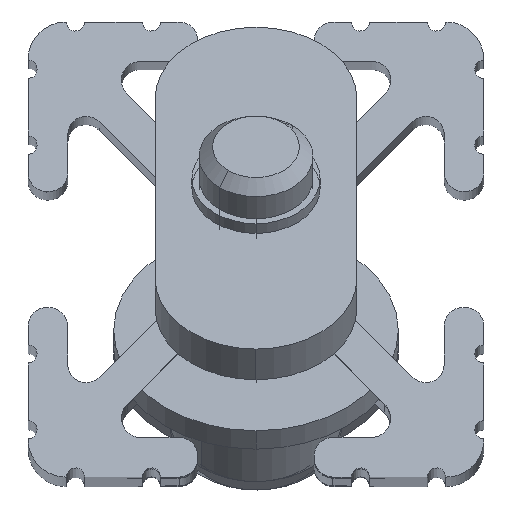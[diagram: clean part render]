
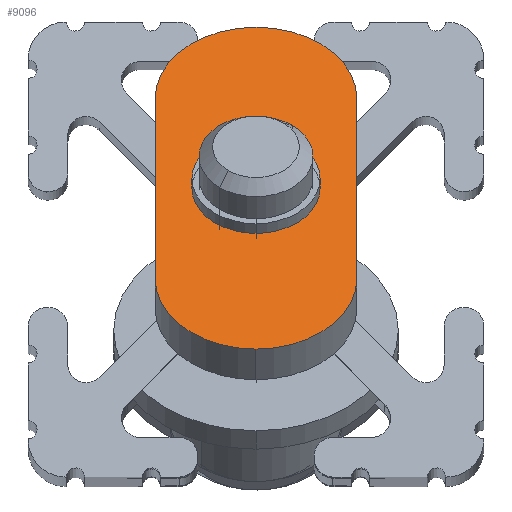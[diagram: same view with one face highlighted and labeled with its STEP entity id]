
A CAD part, top view. The second image highlights one B-rep face of the part: STEP entity #9096.
In plain terms, the highlighted face is planar.
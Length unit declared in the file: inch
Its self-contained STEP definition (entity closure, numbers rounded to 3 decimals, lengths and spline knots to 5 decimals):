
#24 = VERTEX_POINT ( 'NONE', #515 ) ;
#97 = FACE_OUTER_BOUND ( 'NONE', #6803, .T. ) ;
#119 = CARTESIAN_POINT ( 'NONE',  ( 4.65955, 4.95799, 0.095 ) ) ;
#377 = CIRCLE ( 'NONE', #6419, 0.1405 ) ;
#515 = CARTESIAN_POINT ( 'NONE',  ( 4.15955, 4.95799, 0.095 ) ) ;
#544 = CIRCLE ( 'NONE', #8472, 0.1405 ) ;
#555 = CIRCLE ( 'NONE', #6052, 0.2215 ) ;
#791 = CARTESIAN_POINT ( 'NONE',  ( 4.93805, 4.73649, 0.095 ) ) ;
#1127 = DIRECTION ( 'NONE',  ( 0., 0., 1. ) ) ;
#1372 = DIRECTION ( 'NONE',  ( 0., 0., 1. ) ) ;
#1519 = DIRECTION ( 'NONE',  ( 0., 0., 1. ) ) ;
#1524 = CARTESIAN_POINT ( 'NONE',  ( 4.51905, 4.95799, 0.095 ) ) ;
#1559 = DIRECTION ( 'NONE',  ( 0., 0., -1. ) ) ;
#1965 = AXIS2_PLACEMENT_3D ( 'NONE', #9915, #1559, #2523 ) ;
#2379 = VERTEX_POINT ( 'NONE', #3399 ) ;
#2523 = DIRECTION ( 'NONE',  ( -1., 0., 0. ) ) ;
#2555 = VERTEX_POINT ( 'NONE', #8651 ) ;
#2654 = CIRCLE ( 'NONE', #8879, 0.2215 ) ;
#2732 = ORIENTED_EDGE ( 'NONE', *, *, #9499, .T. ) ;
#2972 = CARTESIAN_POINT ( 'NONE',  ( 4.38105, 4.95799, 0.095 ) ) ;
#3049 = VERTEX_POINT ( 'NONE', #791 ) ;
#3357 = DIRECTION ( 'NONE',  ( -1., 0., 0. ) ) ;
#3399 = CARTESIAN_POINT ( 'NONE',  ( 4.38105, 5.17949, 0.095 ) ) ;
#3409 = DIRECTION ( 'NONE',  ( 0., 0., 1. ) ) ;
#3459 = CARTESIAN_POINT ( 'NONE',  ( 4.38105, 5.17949, 0.095 ) ) ;
#4025 = CARTESIAN_POINT ( 'NONE',  ( 4.38105, 4.95799, 0.095 ) ) ;
#4207 = ORIENTED_EDGE ( 'NONE', *, *, #9417, .T. ) ;
#4337 = CARTESIAN_POINT ( 'NONE',  ( 4.38105, 4.73649, 0.095 ) ) ;
#4348 = AXIS2_PLACEMENT_3D ( 'NONE', #4876, #1519, #9024 ) ;
#4403 = VECTOR ( 'NONE', #6705, 39.37008 ) ;
#4428 = EDGE_CURVE ( 'NONE', #24, #5305, #555, .T. ) ;
#4868 = CARTESIAN_POINT ( 'NONE',  ( 4.38105, 4.73649, 0.095 ) ) ;
#4876 = CARTESIAN_POINT ( 'NONE',  ( 4.93805, 4.95799, 0.095 ) ) ;
#5305 = VERTEX_POINT ( 'NONE', #4337 ) ;
#5656 = CARTESIAN_POINT ( 'NONE',  ( 4.65955, 4.95799, 0.095 ) ) ;
#5915 = ORIENTED_EDGE ( 'NONE', *, *, #9101, .T. ) ;
#6052 = AXIS2_PLACEMENT_3D ( 'NONE', #2972, #1127, #8598 ) ;
#6419 = AXIS2_PLACEMENT_3D ( 'NONE', #5656, #8949, #7134 ) ;
#6430 = EDGE_CURVE ( 'NONE', #6824, #2555, #544, .T. ) ;
#6519 = EDGE_CURVE ( 'NONE', #3049, #8892, #9325, .T. ) ;
#6532 = LINE ( 'NONE', #4868, #9390 ) ;
#6632 = PLANE ( 'NONE',  #1965 ) ;
#6705 = DIRECTION ( 'NONE',  ( -1., 0., 0. ) ) ;
#6803 = EDGE_LOOP ( 'NONE', ( #4207, #7455, #5915, #7949, #2732 ) ) ;
#6824 = VERTEX_POINT ( 'NONE', #1524 ) ;
#6986 = EDGE_CURVE ( 'NONE', #2555, #6824, #377, .T. ) ;
#7017 = ORIENTED_EDGE ( 'NONE', *, *, #6430, .F. ) ;
#7134 = DIRECTION ( 'NONE',  ( -1., 0., 0. ) ) ;
#7455 = ORIENTED_EDGE ( 'NONE', *, *, #4428, .T. ) ;
#7949 = ORIENTED_EDGE ( 'NONE', *, *, #6519, .T. ) ;
#8009 = CARTESIAN_POINT ( 'NONE',  ( 4.93805, 5.17949, 0.095 ) ) ;
#8133 = ORIENTED_EDGE ( 'NONE', *, *, #6986, .F. ) ;
#8158 = DIRECTION ( 'NONE',  ( 1., 0., 0. ) ) ;
#8308 = FACE_BOUND ( 'NONE', #9066, .T. ) ;
#8472 = AXIS2_PLACEMENT_3D ( 'NONE', #119, #3409, #3357 ) ;
#8598 = DIRECTION ( 'NONE',  ( -1., 0., 0. ) ) ;
#8651 = CARTESIAN_POINT ( 'NONE',  ( 4.80005, 4.95799, 0.095 ) ) ;
#8879 = AXIS2_PLACEMENT_3D ( 'NONE', #4025, #1372, #10581 ) ;
#8892 = VERTEX_POINT ( 'NONE', #8009 ) ;
#8949 = DIRECTION ( 'NONE',  ( 0., 0., 1. ) ) ;
#9024 = DIRECTION ( 'NONE',  ( 1., 0., 0. ) ) ;
#9066 = EDGE_LOOP ( 'NONE', ( #7017, #8133 ) ) ;
#9096 = ADVANCED_FACE ( 'NONE', ( #97, #8308 ), #6632, .F. ) ;
#9101 = EDGE_CURVE ( 'NONE', #5305, #3049, #6532, .T. ) ;
#9325 = CIRCLE ( 'NONE', #4348, 0.2215 ) ;
#9390 = VECTOR ( 'NONE', #8158, 39.37008 ) ;
#9417 = EDGE_CURVE ( 'NONE', #2379, #24, #2654, .T. ) ;
#9499 = EDGE_CURVE ( 'NONE', #8892, #2379, #9935, .T. ) ;
#9915 = CARTESIAN_POINT ( 'NONE',  ( 4.38105, 4.95799, 0.095 ) ) ;
#9935 = LINE ( 'NONE', #3459, #4403 ) ;
#10581 = DIRECTION ( 'NONE',  ( -1., 0., 0. ) ) ;
